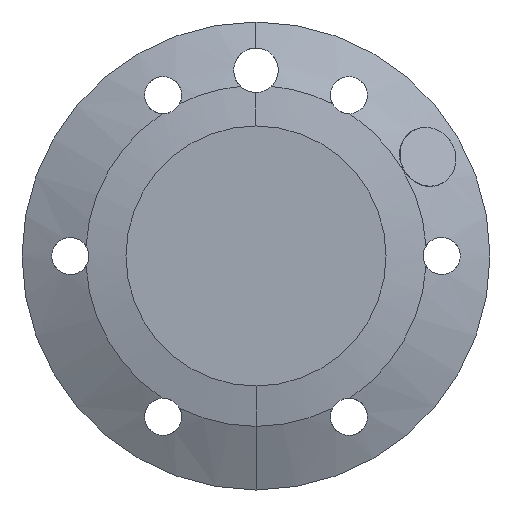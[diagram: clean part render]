
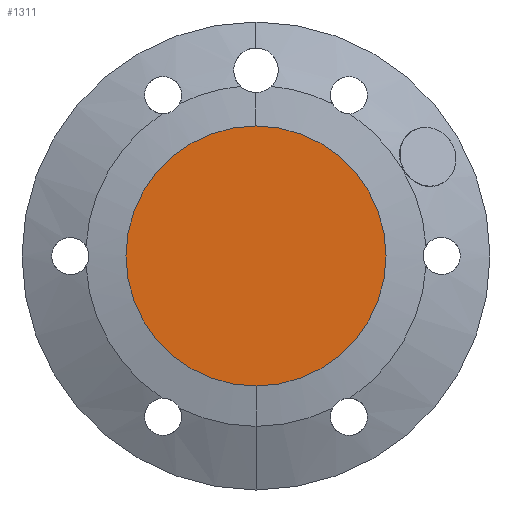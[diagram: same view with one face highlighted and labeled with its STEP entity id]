
A CAD part, left-side view. The second image highlights one B-rep face of the part: STEP entity #1311.
In plain terms, the highlighted planar face has unit normal (-1, 0, 0).
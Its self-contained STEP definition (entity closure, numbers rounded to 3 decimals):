
#21 = PLANE ( 'NONE',  #416 ) ;
#32 = DIRECTION ( 'NONE',  ( 1., 0., 0. ) ) ;
#100 = DIRECTION ( 'NONE',  ( 1., 0., 0. ) ) ;
#147 = DIRECTION ( 'NONE',  ( 0., 0., 1. ) ) ;
#250 = EDGE_CURVE ( 'NONE', #872, #1679, #395, .T. ) ;
#252 = EDGE_LOOP ( 'NONE', ( #1622, #1023 ) ) ;
#361 = FACE_OUTER_BOUND ( 'NONE', #252, .T. ) ;
#395 = CIRCLE ( 'NONE', #1123, 17.5 ) ;
#416 = AXIS2_PLACEMENT_3D ( 'NONE', #1533, #692, #1663 ) ;
#692 = DIRECTION ( 'NONE',  ( 1., 0., 0. ) ) ;
#817 = CARTESIAN_POINT ( 'NONE',  ( 996., 0., 1460. ) ) ;
#872 = VERTEX_POINT ( 'NONE', #931 ) ;
#931 = CARTESIAN_POINT ( 'NONE',  ( 996., 0., 1442.5 ) ) ;
#947 = DIRECTION ( 'NONE',  ( 0., 0., 1. ) ) ;
#956 = AXIS2_PLACEMENT_3D ( 'NONE', #817, #32, #947 ) ;
#1023 = ORIENTED_EDGE ( 'NONE', *, *, #250, .F. ) ;
#1086 = CARTESIAN_POINT ( 'NONE',  ( 996., 0., 1477.5 ) ) ;
#1123 = AXIS2_PLACEMENT_3D ( 'NONE', #1494, #100, #147 ) ;
#1311 = ADVANCED_FACE ( 'NONE', ( #361 ), #21, .F. ) ;
#1494 = CARTESIAN_POINT ( 'NONE',  ( 996., 0., 1460. ) ) ;
#1533 = CARTESIAN_POINT ( 'NONE',  ( 996., -25., 1485. ) ) ;
#1622 = ORIENTED_EDGE ( 'NONE', *, *, #1635, .F. ) ;
#1635 = EDGE_CURVE ( 'NONE', #1679, #872, #1733, .T. ) ;
#1663 = DIRECTION ( 'NONE',  ( 0., 0., -1. ) ) ;
#1679 = VERTEX_POINT ( 'NONE', #1086 ) ;
#1733 = CIRCLE ( 'NONE', #956, 17.5 ) ;
